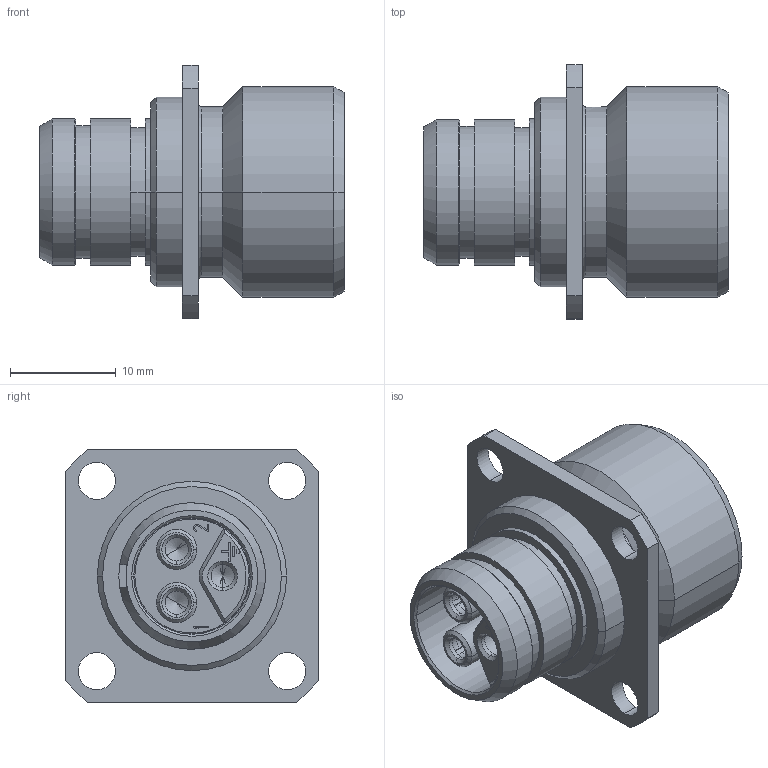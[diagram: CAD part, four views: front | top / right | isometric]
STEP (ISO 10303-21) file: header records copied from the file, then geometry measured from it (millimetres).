
FILE_DESCRIPTION((''),'2;1');
FILE_NAME('1331ER103FZ','2024-07-17T12:49:15',('paultorloting'),('NET AG system integration'),'CREO PARAMETRIC BY PTC INC, 2021404','CREO PARAMETRIC BY PTC INC, 2021404','');
FILE_SCHEMA(('AUTOMOTIVE_DESIGN { 1 0 10303 214 1 1 1 1 }'));
Length unit declared in the file: millimetre
Products named in the file (1): 1331ER103FZ
Bounding box: 28.8 x 24 x 24 mm (x, y, z)
Volume: 4453.7 mm3; surface area: 5552 mm2
Topology: 1 solids, 1 shells, 381 faces, 1011 edges, 647 vertices
Faces by surface type: plane 179, cylinder 120, cone 48, torus 27, bspline 7
Entity records: 16219 total; most frequent: CARTESIAN_POINT 4958, ORIENTED_EDGE 2006, DIRECTION 1963, EDGE_CURVE 1003, AXIS2_PLACEMENT_3D 699, VERTEX_POINT 647, VECTOR 562, LINE 562
